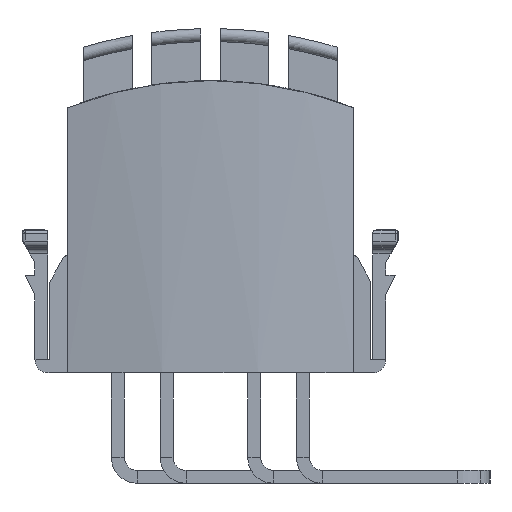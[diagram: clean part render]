
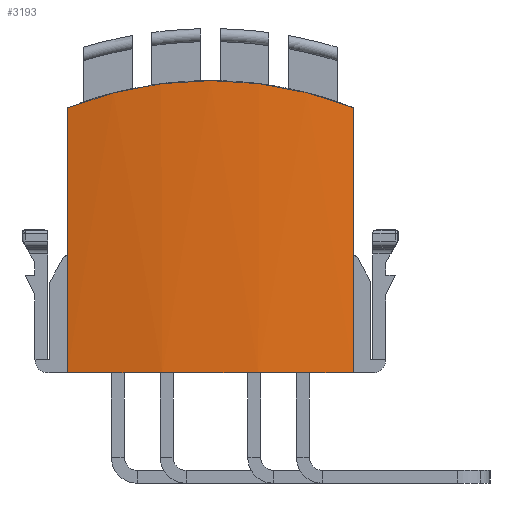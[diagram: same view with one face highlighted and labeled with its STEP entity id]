
A CAD part, left-side view. The second image highlights one B-rep face of the part: STEP entity #3193.
In plain terms, the highlighted cylindrical face has radius 100 mm (diameter 200 mm), a partial arc.
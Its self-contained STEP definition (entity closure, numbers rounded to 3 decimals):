
#3193=ADVANCED_FACE('',(#8737),#8738,.T.);
#8737=FACE_OUTER_BOUND('',#16827,.T.);
#8738=CYLINDRICAL_SURFACE('',#16828,100.0);
#16827=EDGE_LOOP('',(#27279,#27280,#27281,#27282,#27283));
#16828=AXIS2_PLACEMENT_3D('',#27284,#27285,#27286);
#27279=ORIENTED_EDGE('',*,*,#51328,.F.);
#27280=ORIENTED_EDGE('',*,*,#51329,.F.);
#27281=ORIENTED_EDGE('',*,*,#51330,.F.);
#27282=ORIENTED_EDGE('',*,*,#51279,.F.);
#27283=ORIENTED_EDGE('',*,*,#51331,.F.);
#27284=CARTESIAN_POINT('',(100.0,43.05,17.));
#27285=DIRECTION('',(0.,0.,-1.0));
#27286=DIRECTION('',(0.975,0.22,0.));
#51279=EDGE_CURVE('',#62287,#62289,#62290,.T.);
#51328=EDGE_CURVE('',#62385,#62386,#62387,.T.);
#51329=EDGE_CURVE('',#62388,#62385,#62389,.T.);
#51330=EDGE_CURVE('',#62289,#62388,#62390,.T.);
#51331=EDGE_CURVE('',#62386,#62287,#62391,.T.);
#62287=VERTEX_POINT('',#77883);
#62289=VERTEX_POINT('',#77886);
#62290=LINE('',#77887,#77888);
#62385=VERTEX_POINT('',#78030);
#62386=VERTEX_POINT('',#78031);
#62387=LINE('',#78032,#78033);
#62388=VERTEX_POINT('',#78034);
#62389=B_SPLINE_CURVE_WITH_KNOTS('',3,(#78035,#78036,#78037,#78038,#78039,#78040),.UNSPECIFIED.,.F.,.F.,(4,2,4),(0.0,0.5,1.0),.UNSPECIFIED.);
#62390=B_SPLINE_CURVE_WITH_KNOTS('',3,(#78041,#78042,#78043,#78044,#78045,#78046),.UNSPECIFIED.,.F.,.F.,(4,2,4),(0.,0.5,1.0),.UNSPECIFIED.);
#62391=CIRCLE('',#78047,100.0);
#77883=CARTESIAN_POINT('',(2.45,65.05,17.));
#77886=CARTESIAN_POINT('',(2.45,65.05,57.821));
#77887=CARTESIAN_POINT('',(2.45,65.05,17.));
#77888=VECTOR('',#107564,1.0);
#78030=CARTESIAN_POINT('',(2.45,21.05,57.821));
#78031=CARTESIAN_POINT('',(2.45,21.05,17.));
#78032=CARTESIAN_POINT('',(2.45,21.05,17.));
#78033=VECTOR('',#107612,1.0);
#78034=CARTESIAN_POINT('',(0.,43.05,62.));
#78035=CARTESIAN_POINT('',(0.,43.05,62.));
#78036=CARTESIAN_POINT('',(0.,39.235,62.));
#78037=CARTESIAN_POINT('',(0.217,35.494,61.64));
#78038=CARTESIAN_POINT('',(1.047,28.149,60.24));
#78039=CARTESIAN_POINT('',(1.667,24.521,59.189));
#78040=CARTESIAN_POINT('',(2.45,21.05,57.821));
#78041=CARTESIAN_POINT('',(2.45,65.05,57.821));
#78042=CARTESIAN_POINT('',(1.668,61.581,59.188));
#78043=CARTESIAN_POINT('',(1.057,58.012,60.225));
#78044=CARTESIAN_POINT('',(0.222,50.669,61.632));
#78045=CARTESIAN_POINT('',(0.,46.863,62.));
#78046=CARTESIAN_POINT('',(0.,43.05,62.));
#78047=AXIS2_PLACEMENT_3D('',#107613,#107614,#107615);
#107564=DIRECTION('',(0.0,0.,1.0));
#107612=DIRECTION('',(0.0,0.,-1.0));
#107613=CARTESIAN_POINT('',(100.0,43.05,17.));
#107614=DIRECTION('',(0.,0.,-1.0));
#107615=DIRECTION('',(-0.975,-0.22,0.));
